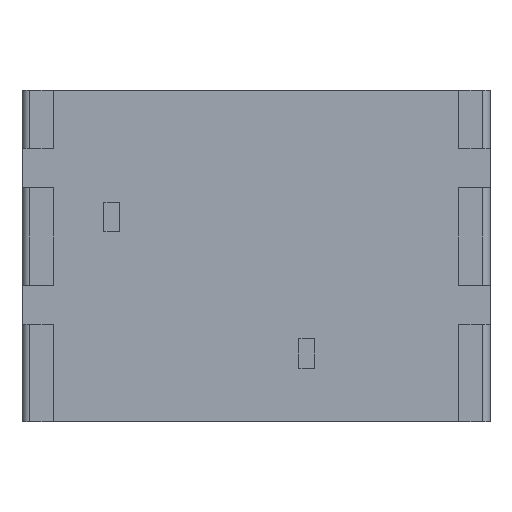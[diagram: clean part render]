
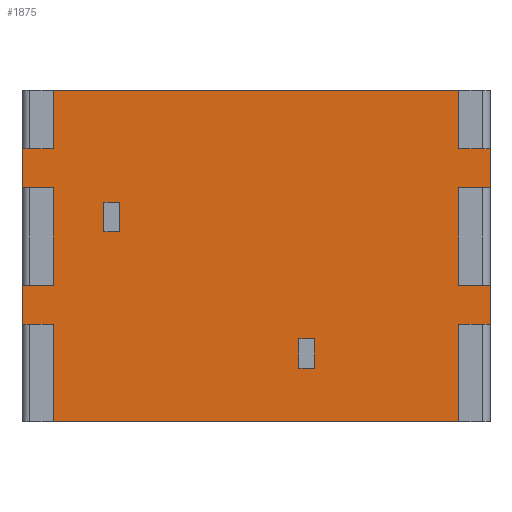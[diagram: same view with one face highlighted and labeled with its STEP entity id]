
A CAD part, front view. The second image highlights one B-rep face of the part: STEP entity #1875.
In plain terms, the highlighted planar face has unit normal (0, -1, 0).
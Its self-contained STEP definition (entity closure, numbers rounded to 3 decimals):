
#201=ORIENTED_EDGE('',*,*,#739,.F.);
#202=ORIENTED_EDGE('',*,*,#740,.T.);
#203=ORIENTED_EDGE('',*,*,#741,.F.);
#204=ORIENTED_EDGE('',*,*,#742,.F.);
#205=ORIENTED_EDGE('',*,*,#743,.F.);
#206=ORIENTED_EDGE('',*,*,#744,.T.);
#207=ORIENTED_EDGE('',*,*,#745,.F.);
#208=ORIENTED_EDGE('',*,*,#746,.F.);
#209=ORIENTED_EDGE('',*,*,#747,.T.);
#210=ORIENTED_EDGE('',*,*,#748,.T.);
#211=ORIENTED_EDGE('',*,*,#749,.F.);
#212=ORIENTED_EDGE('',*,*,#750,.F.);
#213=ORIENTED_EDGE('',*,*,#751,.T.);
#214=ORIENTED_EDGE('',*,*,#752,.T.);
#215=ORIENTED_EDGE('',*,*,#753,.F.);
#216=ORIENTED_EDGE('',*,*,#754,.T.);
#217=ORIENTED_EDGE('',*,*,#755,.F.);
#218=ORIENTED_EDGE('',*,*,#756,.T.);
#219=ORIENTED_EDGE('',*,*,#757,.F.);
#220=ORIENTED_EDGE('',*,*,#758,.F.);
#221=ORIENTED_EDGE('',*,*,#759,.F.);
#222=ORIENTED_EDGE('',*,*,#760,.T.);
#223=ORIENTED_EDGE('',*,*,#761,.F.);
#224=ORIENTED_EDGE('',*,*,#762,.F.);
#225=ORIENTED_EDGE('',*,*,#763,.F.);
#226=ORIENTED_EDGE('',*,*,#764,.F.);
#227=ORIENTED_EDGE('',*,*,#765,.T.);
#228=ORIENTED_EDGE('',*,*,#766,.F.);
#739=EDGE_CURVE('',#998,#999,#1176,.T.);
#740=EDGE_CURVE('',#998,#1000,#1177,.T.);
#741=EDGE_CURVE('',#1001,#1000,#1178,.T.);
#742=EDGE_CURVE('',#999,#1001,#1179,.T.);
#743=EDGE_CURVE('',#1002,#1003,#1180,.T.);
#744=EDGE_CURVE('',#1002,#1004,#1181,.T.);
#745=EDGE_CURVE('',#1005,#1004,#1182,.T.);
#746=EDGE_CURVE('',#1003,#1005,#1183,.T.);
#747=EDGE_CURVE('',#1006,#1007,#1184,.T.);
#748=EDGE_CURVE('',#1007,#1008,#1185,.T.);
#749=EDGE_CURVE('',#1009,#1008,#1186,.T.);
#750=EDGE_CURVE('',#1010,#1009,#1187,.T.);
#751=EDGE_CURVE('',#1010,#1011,#1188,.T.);
#752=EDGE_CURVE('',#1011,#1012,#1189,.T.);
#753=EDGE_CURVE('',#1013,#1012,#1190,.T.);
#754=EDGE_CURVE('',#1013,#1014,#1191,.T.);
#755=EDGE_CURVE('',#1015,#1014,#1192,.T.);
#756=EDGE_CURVE('',#1015,#1016,#1193,.T.);
#757=EDGE_CURVE('',#1017,#1016,#1194,.T.);
#758=EDGE_CURVE('',#1018,#1017,#1195,.T.);
#759=EDGE_CURVE('',#1019,#1018,#1196,.T.);
#760=EDGE_CURVE('',#1019,#1020,#1197,.T.);
#761=EDGE_CURVE('',#1021,#1020,#1198,.T.);
#762=EDGE_CURVE('',#1022,#1021,#1199,.T.);
#763=EDGE_CURVE('',#1023,#1022,#1200,.T.);
#764=EDGE_CURVE('',#1024,#1023,#1201,.T.);
#765=EDGE_CURVE('',#1024,#1025,#1202,.T.);
#766=EDGE_CURVE('',#1006,#1025,#1203,.T.);
#998=VERTEX_POINT('',#2828);
#999=VERTEX_POINT('',#2829);
#1000=VERTEX_POINT('',#2831);
#1001=VERTEX_POINT('',#2833);
#1002=VERTEX_POINT('',#2836);
#1003=VERTEX_POINT('',#2837);
#1004=VERTEX_POINT('',#2839);
#1005=VERTEX_POINT('',#2841);
#1006=VERTEX_POINT('',#2844);
#1007=VERTEX_POINT('',#2845);
#1008=VERTEX_POINT('',#2847);
#1009=VERTEX_POINT('',#2849);
#1010=VERTEX_POINT('',#2851);
#1011=VERTEX_POINT('',#2853);
#1012=VERTEX_POINT('',#2855);
#1013=VERTEX_POINT('',#2857);
#1014=VERTEX_POINT('',#2859);
#1015=VERTEX_POINT('',#2861);
#1016=VERTEX_POINT('',#2863);
#1017=VERTEX_POINT('',#2865);
#1018=VERTEX_POINT('',#2867);
#1019=VERTEX_POINT('',#2869);
#1020=VERTEX_POINT('',#2871);
#1021=VERTEX_POINT('',#2873);
#1022=VERTEX_POINT('',#2875);
#1023=VERTEX_POINT('',#2877);
#1024=VERTEX_POINT('',#2879);
#1025=VERTEX_POINT('',#2881);
#1176=LINE('',#2827,#1401);
#1177=LINE('',#2830,#1402);
#1178=LINE('',#2832,#1403);
#1179=LINE('',#2834,#1404);
#1180=LINE('',#2835,#1405);
#1181=LINE('',#2838,#1406);
#1182=LINE('',#2840,#1407);
#1183=LINE('',#2842,#1408);
#1184=LINE('',#2843,#1409);
#1185=LINE('',#2846,#1410);
#1186=LINE('',#2848,#1411);
#1187=LINE('',#2850,#1412);
#1188=LINE('',#2852,#1413);
#1189=LINE('',#2854,#1414);
#1190=LINE('',#2856,#1415);
#1191=LINE('',#2858,#1416);
#1192=LINE('',#2860,#1417);
#1193=LINE('',#2862,#1418);
#1194=LINE('',#2864,#1419);
#1195=LINE('',#2866,#1420);
#1196=LINE('',#2868,#1421);
#1197=LINE('',#2870,#1422);
#1198=LINE('',#2872,#1423);
#1199=LINE('',#2874,#1424);
#1200=LINE('',#2876,#1425);
#1201=LINE('',#2878,#1426);
#1202=LINE('',#2880,#1427);
#1203=LINE('',#2882,#1428);
#1401=VECTOR('',#2251,1000.);
#1402=VECTOR('',#2252,1000.);
#1403=VECTOR('',#2253,1000.);
#1404=VECTOR('',#2254,1000.);
#1405=VECTOR('',#2255,1000.);
#1406=VECTOR('',#2256,1000.);
#1407=VECTOR('',#2257,1000.);
#1408=VECTOR('',#2258,1000.);
#1409=VECTOR('',#2259,1000.);
#1410=VECTOR('',#2260,1000.);
#1411=VECTOR('',#2261,1000.);
#1412=VECTOR('',#2262,1000.);
#1413=VECTOR('',#2263,1000.);
#1414=VECTOR('',#2264,1000.);
#1415=VECTOR('',#2265,1000.);
#1416=VECTOR('',#2266,1000.);
#1417=VECTOR('',#2267,1000.);
#1418=VECTOR('',#2268,1000.);
#1419=VECTOR('',#2269,1000.);
#1420=VECTOR('',#2270,1000.);
#1421=VECTOR('',#2271,1000.);
#1422=VECTOR('',#2272,1000.);
#1423=VECTOR('',#2273,1000.);
#1424=VECTOR('',#2274,1000.);
#1425=VECTOR('',#2275,1000.);
#1426=VECTOR('',#2276,1000.);
#1427=VECTOR('',#2277,1000.);
#1428=VECTOR('',#2278,1000.);
#1591=EDGE_LOOP('',(#201,#202,#203,#204));
#1592=EDGE_LOOP('',(#205,#206,#207,#208));
#1593=EDGE_LOOP('',(#209,#210,#211,#212,#213,#214,#215,#216,#217,#218,#219,
#220,#221,#222,#223,#224,#225,#226,#227,#228));
#1696=FACE_BOUND('',#1591,.T.);
#1697=FACE_BOUND('',#1592,.T.);
#1698=FACE_BOUND('',#1593,.T.);
#1788=PLANE('',#2007);
#1875=ADVANCED_FACE('',(#1696,#1697,#1698),#1788,.F.);
#2007=AXIS2_PLACEMENT_3D('',#2826,#2249,#2250);
#2249=DIRECTION('',(0.,1.,0.));
#2250=DIRECTION('',(-1.,0.,0.));
#2251=DIRECTION('',(-1.,0.,0.));
#2252=DIRECTION('',(0.,0.,-1.));
#2253=DIRECTION('',(1.,0.,0.));
#2254=DIRECTION('',(0.,0.,-1.));
#2255=DIRECTION('',(-1.,0.,0.));
#2256=DIRECTION('',(0.,0.,-1.));
#2257=DIRECTION('',(1.,0.,0.));
#2258=DIRECTION('',(0.,0.,-1.));
#2259=DIRECTION('',(0.,0.,-1.));
#2260=DIRECTION('',(1.,0.,0.));
#2261=DIRECTION('',(0.,0.,1.));
#2262=DIRECTION('',(1.,0.,0.));
#2263=DIRECTION('',(0.,0.,-1.));
#2264=DIRECTION('',(1.,0.,0.));
#2265=DIRECTION('',(0.,0.,1.));
#2266=DIRECTION('',(1.,0.,0.));
#2267=DIRECTION('',(0.,0.,-1.));
#2268=DIRECTION('',(1.,0.,0.));
#2269=DIRECTION('',(0.,0.,-1.));
#2270=DIRECTION('',(1.,0.,0.));
#2271=DIRECTION('',(0.,0.,-1.));
#2272=DIRECTION('',(1.,0.,0.));
#2273=DIRECTION('',(0.,0.,-1.));
#2274=DIRECTION('',(1.,0.,0.));
#2275=DIRECTION('',(0.,0.,-1.));
#2276=DIRECTION('',(1.,0.,0.));
#2277=DIRECTION('',(0.,0.,-1.));
#2278=DIRECTION('',(1.,0.,0.));
#2826=CARTESIAN_POINT('',(-7.3,0.3,7.));
#2827=CARTESIAN_POINT('',(-7.3,0.3,5.625));
#2828=CARTESIAN_POINT('',(-4.8,0.3,5.625));
#2829=CARTESIAN_POINT('',(-5.2,0.3,5.625));
#2830=CARTESIAN_POINT('',(-4.8,0.3,7.));
#2831=CARTESIAN_POINT('',(-4.8,0.3,4.875));
#2832=CARTESIAN_POINT('',(-7.3,0.3,4.875));
#2833=CARTESIAN_POINT('',(-5.2,0.3,4.875));
#2834=CARTESIAN_POINT('',(-5.2,0.3,7.));
#2835=CARTESIAN_POINT('',(-7.3,0.3,2.125));
#2836=CARTESIAN_POINT('',(0.2,0.3,2.125));
#2837=CARTESIAN_POINT('',(-0.2,0.3,2.125));
#2838=CARTESIAN_POINT('',(0.2,0.3,7.));
#2839=CARTESIAN_POINT('',(0.2,0.3,1.375));
#2840=CARTESIAN_POINT('',(-7.3,0.3,1.375));
#2841=CARTESIAN_POINT('',(-0.2,0.3,1.375));
#2842=CARTESIAN_POINT('',(-0.2,0.3,7.));
#2843=CARTESIAN_POINT('',(-7.3,0.3,7.));
#2844=CARTESIAN_POINT('',(-7.3,0.3,7.));
#2845=CARTESIAN_POINT('',(-7.3,0.3,6.));
#2846=CARTESIAN_POINT('',(-7.3,0.3,6.));
#2847=CARTESIAN_POINT('',(-6.5,0.3,6.));
#2848=CARTESIAN_POINT('',(-6.5,0.3,7.));
#2849=CARTESIAN_POINT('',(-6.5,0.3,3.5));
#2850=CARTESIAN_POINT('',(-7.3,0.3,3.5));
#2851=CARTESIAN_POINT('',(-7.3,0.3,3.5));
#2852=CARTESIAN_POINT('',(-7.3,0.3,7.));
#2853=CARTESIAN_POINT('',(-7.3,0.3,2.5));
#2854=CARTESIAN_POINT('',(-7.3,0.3,2.5));
#2855=CARTESIAN_POINT('',(-6.5,0.3,2.5));
#2856=CARTESIAN_POINT('',(-6.5,0.3,7.));
#2857=CARTESIAN_POINT('',(-6.5,0.3,0.));
#2858=CARTESIAN_POINT('',(-7.3,0.3,0.));
#2859=CARTESIAN_POINT('',(3.9,0.3,0.));
#2860=CARTESIAN_POINT('',(3.9,0.3,7.));
#2861=CARTESIAN_POINT('',(3.9,0.3,2.5));
#2862=CARTESIAN_POINT('',(-7.3,0.3,2.5));
#2863=CARTESIAN_POINT('',(4.7,0.3,2.5));
#2864=CARTESIAN_POINT('',(4.7,0.3,7.));
#2865=CARTESIAN_POINT('',(4.7,0.3,3.5));
#2866=CARTESIAN_POINT('',(-7.3,0.3,3.5));
#2867=CARTESIAN_POINT('',(3.9,0.3,3.5));
#2868=CARTESIAN_POINT('',(3.9,0.3,7.));
#2869=CARTESIAN_POINT('',(3.9,0.3,6.));
#2870=CARTESIAN_POINT('',(-7.3,0.3,6.));
#2871=CARTESIAN_POINT('',(4.7,0.3,6.));
#2872=CARTESIAN_POINT('',(4.7,0.3,7.));
#2873=CARTESIAN_POINT('',(4.7,0.3,7.));
#2874=CARTESIAN_POINT('',(-7.3,0.3,7.));
#2875=CARTESIAN_POINT('',(3.9,0.3,7.));
#2876=CARTESIAN_POINT('',(3.9,0.3,8.5));
#2877=CARTESIAN_POINT('',(3.9,0.3,8.5));
#2878=CARTESIAN_POINT('',(-6.5,0.3,8.5));
#2879=CARTESIAN_POINT('',(-6.5,0.3,8.5));
#2880=CARTESIAN_POINT('',(-6.5,0.3,8.5));
#2881=CARTESIAN_POINT('',(-6.5,0.3,7.));
#2882=CARTESIAN_POINT('',(-7.3,0.3,7.));
